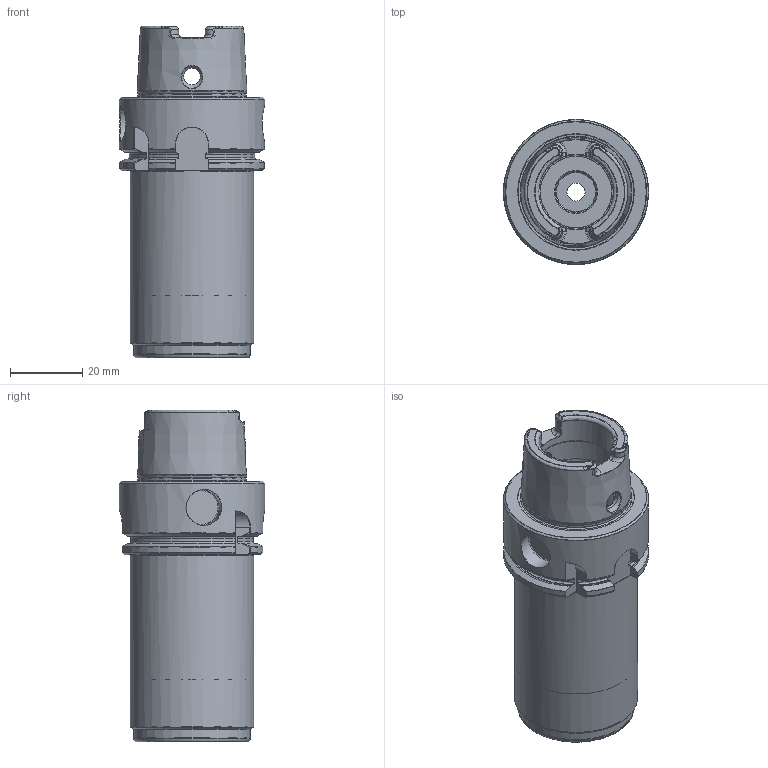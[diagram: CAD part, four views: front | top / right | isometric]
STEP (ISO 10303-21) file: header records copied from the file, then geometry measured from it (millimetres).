
FILE_DESCRIPTION(/* description */ (''),/* implementation_level */ '2;1');
FILE_NAME(/* name */ '554012540.stp',/* time_stamp */ '2021-06-01T08:15:18',/* author */ ('LRA'),/* organization */ ('REGO-FIX'),/* preprocessor_version */ ' Unknown',/* originating_system */ 'SIEMENS PLM Software Solid Edge ST10',/* authorization */ 'Unknown');
FILE_SCHEMA (('AUTOMOTIVE_DESIGN { 1 0 10303 214 2 1 1}'));
Length unit declared in the file: millimetre
Products named in the file (1): NOCUT
Bounding box: 40.3 x 40.3 x 92.1 mm (x, y, z)
Volume: 109572.9 mm3; surface area: 36319.9 mm2
Topology: 2 solids, 2 shells, 268 faces, 727 edges, 465 vertices
Faces by surface type: plane 94, cylinder 69, cone 55, torus 50
Full cylindrical faces by diameter (mm): 4.6 x4, 5 x2, 10 x4, 10.917 x2, 13 x2, 18 x2, 20.7 x2, 21 x2, 25.5 x2, 29.8 x1, 30.11 x1, 32 x1, 32.3 x1, 34 x2, 34.3 x1, 40 x1, 40.3 x1
Entity records: 10153 total; most frequent: CARTESIAN_POINT 2241, ORIENTED_EDGE 1218, DIRECTION 1196, EDGE_CURVE 609, AXIS2_PLACEMENT_3D 500, VERTEX_POINT 427, EDGE_LOOP 360, FACE_BOUND 360
